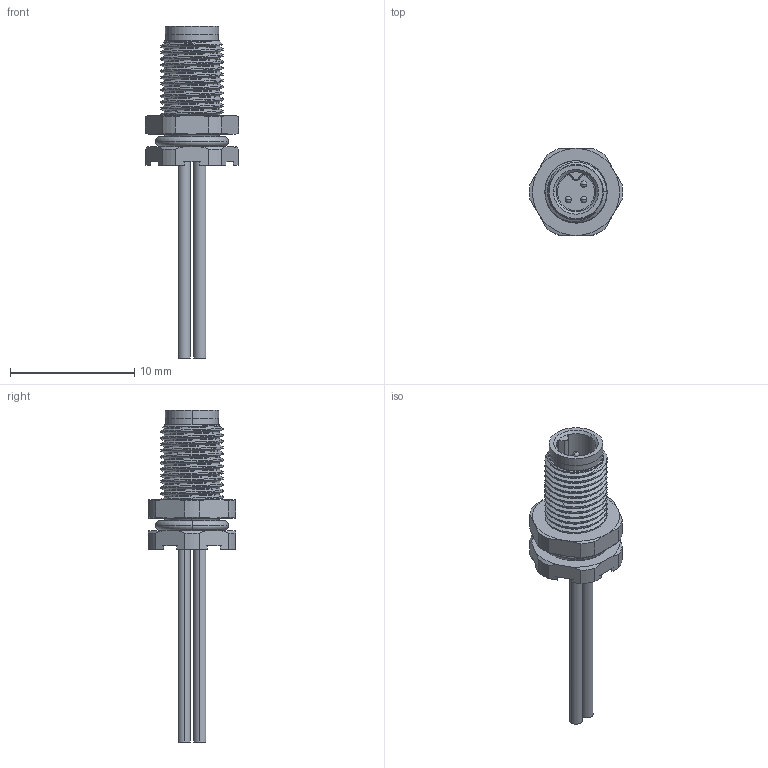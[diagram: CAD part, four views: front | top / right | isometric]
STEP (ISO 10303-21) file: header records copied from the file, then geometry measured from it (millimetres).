
FILE_DESCRIPTION((''),'2;1');
FILE_NAME('001M5-SA00PSW0-0072_3','2025-08-24T',('gongcheng16'),(''),'PRO/ENGINEER BY PARAMETRIC TECHNOLOGY CORPORATION, 2010280','PRO/ENGINEER BY PARAMETRIC TECHNOLOGY CORPORATION, 2010280','');
FILE_SCHEMA(('CONFIG_CONTROL_DESIGN'));
Length unit declared in the file: millimetre
Products named in the file (1): 001M5-SA00PSW0-0072_3
Bounding box: 7.49 x 7 x 26.7 mm (x, y, z)
Volume: 89.6 mm3; surface area: 3760.8 mm2
Topology: 1 solids, 74 shells, 718 faces, 1819 edges, 1190 vertices
Faces by surface type: cylinder 294, plane 221, cone 132, torus 46, bspline 17, sphere 8
Entity records: 27462 total; most frequent: CARTESIAN_POINT 10508, DIRECTION 3658, ORIENTED_EDGE 3254, EDGE_CURVE 1807, AXIS2_PLACEMENT_3D 1538, VERTEX_POINT 1190, CIRCLE 836, EDGE_LOOP 779
